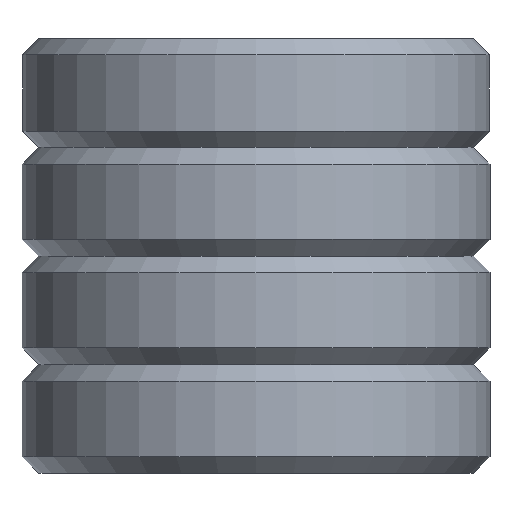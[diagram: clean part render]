
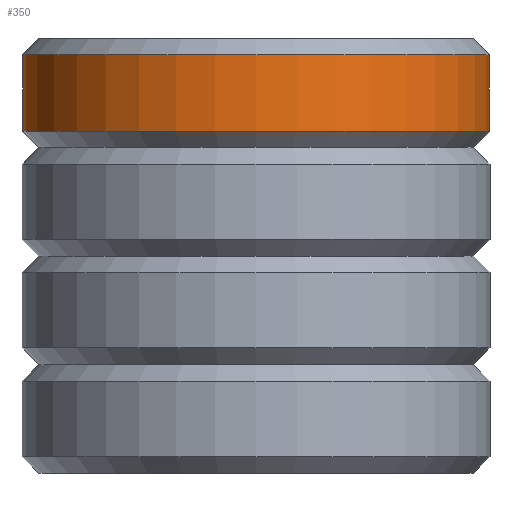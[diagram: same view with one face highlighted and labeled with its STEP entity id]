
A CAD part, front view. The second image highlights one B-rep face of the part: STEP entity #350.
In plain terms, the highlighted cylindrical face has radius 6.98 mm (diameter 13.96 mm), a partial arc.
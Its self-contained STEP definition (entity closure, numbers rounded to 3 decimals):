
#39 = DIRECTION ( 'NONE',  ( 0., 0., 1. ) ) ;
#40 = ORIENTED_EDGE ( 'NONE', *, *, #855, .F. ) ;
#290 = VECTOR ( 'NONE', #545, 1000. ) ;
#291 = CIRCLE ( 'NONE', #771, 6.98 ) ;
#323 = CARTESIAN_POINT ( 'NONE',  ( -6.98, 0., 10.23 ) ) ;
#350 = ADVANCED_FACE ( 'NONE', ( #663 ), #620, .T. ) ;
#410 = DIRECTION ( 'NONE',  ( 0., 0., 1. ) ) ;
#545 = DIRECTION ( 'NONE',  ( 0., 0., 1. ) ) ;
#618 = VECTOR ( 'NONE', #39, 1000. ) ;
#620 = CYLINDRICAL_SURFACE ( 'NONE', #1439, 6.98 ) ;
#663 = FACE_OUTER_BOUND ( 'NONE', #891, .T. ) ;
#743 = DIRECTION ( 'NONE',  ( 0., 0., -1. ) ) ;
#771 = AXIS2_PLACEMENT_3D ( 'NONE', #1607, #743, #1747 ) ;
#842 = EDGE_CURVE ( 'NONE', #1212, #866, #291, .T. ) ;
#855 = EDGE_CURVE ( 'NONE', #866, #1619, #1435, .T. ) ;
#866 = VERTEX_POINT ( 'NONE', #323 ) ;
#884 = CARTESIAN_POINT ( 'NONE',  ( -6.98, 0., 12.52 ) ) ;
#891 = EDGE_LOOP ( 'NONE', ( #40, #1055, #1706, #1582 ) ) ;
#930 = CARTESIAN_POINT ( 'NONE',  ( 6.98, 0., 10.23 ) ) ;
#1055 = ORIENTED_EDGE ( 'NONE', *, *, #842, .F. ) ;
#1071 = DIRECTION ( 'NONE',  ( 1., 0., 0. ) ) ;
#1125 = VERTEX_POINT ( 'NONE', #1458 ) ;
#1212 = VERTEX_POINT ( 'NONE', #930 ) ;
#1222 = CARTESIAN_POINT ( 'NONE',  ( 0., 0., 10. ) ) ;
#1248 = DIRECTION ( 'NONE',  ( 0., 0., 1. ) ) ;
#1275 = CARTESIAN_POINT ( 'NONE',  ( 0., 0., 12.52 ) ) ;
#1291 = AXIS2_PLACEMENT_3D ( 'NONE', #1275, #410, #1423 ) ;
#1350 = EDGE_CURVE ( 'NONE', #1212, #1125, #1725, .T. ) ;
#1371 = EDGE_CURVE ( 'NONE', #1619, #1125, #1677, .T. ) ;
#1423 = DIRECTION ( 'NONE',  ( -1., 0., 0. ) ) ;
#1435 = LINE ( 'NONE', #1471, #618 ) ;
#1439 = AXIS2_PLACEMENT_3D ( 'NONE', #1222, #1248, #1071 ) ;
#1458 = CARTESIAN_POINT ( 'NONE',  ( 6.98, 0., 12.52 ) ) ;
#1471 = CARTESIAN_POINT ( 'NONE',  ( -6.98, 0., 10. ) ) ;
#1554 = CARTESIAN_POINT ( 'NONE',  ( 6.98, 0., 10. ) ) ;
#1582 = ORIENTED_EDGE ( 'NONE', *, *, #1371, .F. ) ;
#1607 = CARTESIAN_POINT ( 'NONE',  ( 0., 0., 10.23 ) ) ;
#1619 = VERTEX_POINT ( 'NONE', #884 ) ;
#1677 = CIRCLE ( 'NONE', #1291, 6.98 ) ;
#1706 = ORIENTED_EDGE ( 'NONE', *, *, #1350, .T. ) ;
#1725 = LINE ( 'NONE', #1554, #290 ) ;
#1747 = DIRECTION ( 'NONE',  ( 1., 0., 0. ) ) ;
